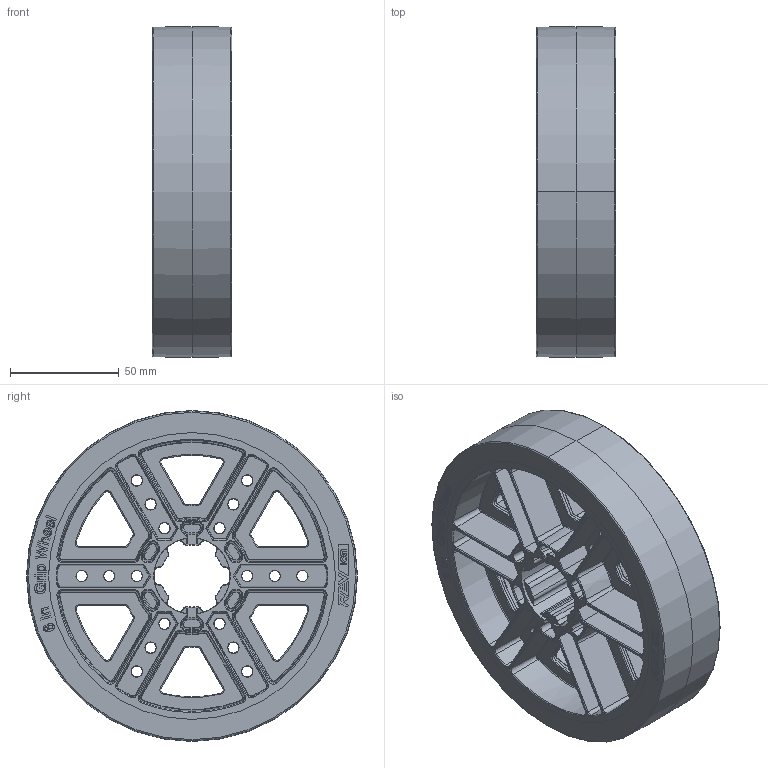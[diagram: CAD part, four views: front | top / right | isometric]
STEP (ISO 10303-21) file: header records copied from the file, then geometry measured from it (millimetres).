
FILE_DESCRIPTION (( 'STEP AP203' ), '1' );
FILE_NAME ('Grip Wheel - 6in - MAXSpline.STEP', '2022-04-05T14:34:08', ( '' ), ( '' ), 'SwSTEP 2.0', 'SolidWorks 2022', '' );
FILE_SCHEMA (( 'CONFIG_CONTROL_DESIGN' ));
Length unit declared in the file: inch
Products named in the file (1): Grip Wheel - 6in - MAXSpline
Bounding box: 36.71 x 152.4 x 152.4 mm (x, y, z)
Volume: 339087.7 mm3; surface area: 153139.2 mm2
Topology: 2 solids, 2 shells, 3073 faces, 7618 edges, 4459 vertices
Faces by surface type: torus 928, plane 640, bspline 608, cone 446, cylinder 433, sphere 18
Entity records: 97542 total; most frequent: CARTESIAN_POINT 27890, ORIENTED_EDGE 14948, DIRECTION 14357, EDGE_CURVE 7474, AXIS2_PLACEMENT_3D 5782, VERTEX_POINT 4459, CIRCLE 3316, EDGE_LOOP 3215
